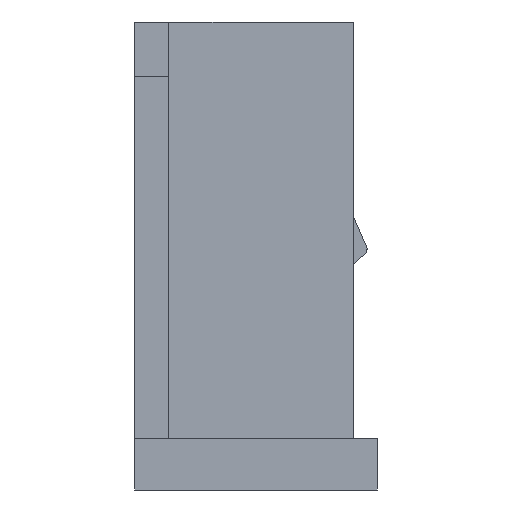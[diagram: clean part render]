
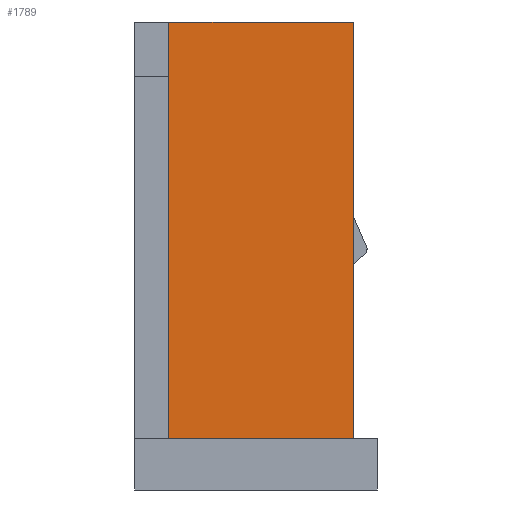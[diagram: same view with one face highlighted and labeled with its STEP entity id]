
A CAD part, left-side view. The second image highlights one B-rep face of the part: STEP entity #1789.
In plain terms, the highlighted planar face has unit normal (-1, 0, 0).
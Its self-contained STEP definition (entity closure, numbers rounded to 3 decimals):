
#1750=CARTESIAN_POINT('',(-10.245,-0.029,5.997));
#1751=DIRECTION('',(0.,-1.,0.));
#1752=DIRECTION('',(-1.,0.,0.));
#1753=AXIS2_PLACEMENT_3D('',#1750,#1752,#1751);
#1754=PLANE('',#1753);
#1755=CARTESIAN_POINT('',(-10.245,2.625,11.995));
#1756=VERTEX_POINT('',#1755);
#1757=CARTESIAN_POINT('',(-10.245,2.625,0.));
#1758=VERTEX_POINT('',#1757);
#1759=CARTESIAN_POINT('',(-10.245,2.625,11.995));
#1760=DIRECTION('',(0.,0.,-1.));
#1761=VECTOR('',#1760,11.995);
#1762=LINE('',#1759,#1761);
#1763=EDGE_CURVE('',#1756,#1758,#1762,.T.);
#1764=ORIENTED_EDGE('',*,*,#1763,.T.);
#1765=CARTESIAN_POINT('',(-10.245,-2.684,0.));
#1766=VERTEX_POINT('',#1765);
#1767=CARTESIAN_POINT('',(-10.245,2.625,0.));
#1768=DIRECTION('',(0.,-1.,0.));
#1769=VECTOR('',#1768,5.309);
#1770=LINE('',#1767,#1769);
#1771=EDGE_CURVE('',#1758,#1766,#1770,.T.);
#1772=ORIENTED_EDGE('',*,*,#1771,.T.);
#1773=CARTESIAN_POINT('',(-10.245,-2.684,11.995));
#1774=VERTEX_POINT('',#1773);
#1775=CARTESIAN_POINT('',(-10.245,-2.684,0.));
#1776=DIRECTION('',(0.,0.,1.));
#1777=VECTOR('',#1776,11.995);
#1778=LINE('',#1775,#1777);
#1779=EDGE_CURVE('',#1766,#1774,#1778,.T.);
#1780=ORIENTED_EDGE('',*,*,#1779,.T.);
#1781=CARTESIAN_POINT('',(-10.245,-2.684,11.995));
#1782=DIRECTION('',(0.,1.,0.));
#1783=VECTOR('',#1782,5.309);
#1784=LINE('',#1781,#1783);
#1785=EDGE_CURVE('',#1774,#1756,#1784,.T.);
#1786=ORIENTED_EDGE('',*,*,#1785,.T.);
#1787=EDGE_LOOP('',(#1764,#1772,#1780,#1786));
#1788=FACE_OUTER_BOUND('',#1787,.T.);
#1789=ADVANCED_FACE('',(#1788),#1754,.T.);
